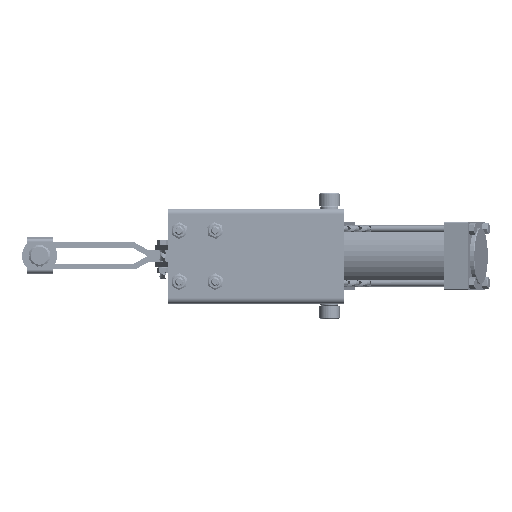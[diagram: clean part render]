
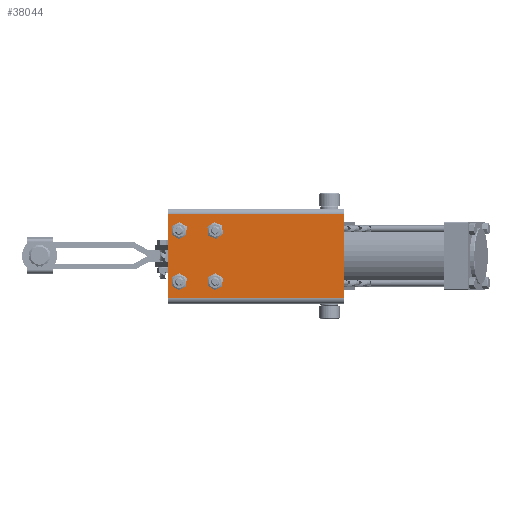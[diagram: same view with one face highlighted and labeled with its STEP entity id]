
A CAD part, front view. The second image highlights one B-rep face of the part: STEP entity #38044.
In plain terms, the highlighted planar face has unit normal (0, -1, 0).
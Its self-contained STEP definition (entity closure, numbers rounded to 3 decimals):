
#1595 = EDGE_CURVE ( 'NONE', #76073, #49069, #77713, .T. ) ;
#2123 = VERTEX_POINT ( 'NONE', #47729 ) ;
#4579 = AXIS2_PLACEMENT_3D ( 'NONE', #27211, #82398, #41147 ) ;
#5144 = CIRCLE ( 'NONE', #25902, 4.35 ) ;
#6243 = AXIS2_PLACEMENT_3D ( 'NONE', #49019, #7660, #55988 ) ;
#6888 = EDGE_LOOP ( 'NONE', ( #85101, #63246 ) ) ;
#7660 = DIRECTION ( 'NONE',  ( 0., 1., 0. ) ) ;
#8933 = EDGE_CURVE ( 'NONE', #49069, #76073, #73690, .T. ) ;
#9874 = ORIENTED_EDGE ( 'NONE', *, *, #51190, .T. ) ;
#12614 = FACE_BOUND ( 'NONE', #21898, .T. ) ;
#14395 = AXIS2_PLACEMENT_3D ( 'NONE', #40979, #41088, #41156 ) ;
#14398 = EDGE_CURVE ( 'NONE', #58723, #31375, #50602, .T. ) ;
#14630 = EDGE_CURVE ( 'NONE', #2123, #68283, #25685, .T. ) ;
#14631 = LINE ( 'NONE', #15631, #65440 ) ;
#14880 = CARTESIAN_POINT ( 'NONE',  ( 9.8, 0., 19.4 ) ) ;
#15422 = EDGE_LOOP ( 'NONE', ( #78009, #88438 ) ) ;
#15446 = CARTESIAN_POINT ( 'NONE',  ( 155., 0., 5. ) ) ;
#15631 = CARTESIAN_POINT ( 'NONE',  ( 0., 0., 84. ) ) ;
#19229 = DIRECTION ( 'NONE',  ( -1., 0., 0. ) ) ;
#20323 = DIRECTION ( 'NONE',  ( 0., 1., 0. ) ) ;
#20384 = AXIS2_PLACEMENT_3D ( 'NONE', #14880, #63222, #21813 ) ;
#20549 = ORIENTED_EDGE ( 'NONE', *, *, #76259, .T. ) ;
#20826 = CIRCLE ( 'NONE', #20384, 4.35 ) ;
#21813 = DIRECTION ( 'NONE',  ( 0., 0., 1. ) ) ;
#21898 = EDGE_LOOP ( 'NONE', ( #61716, #20549 ) ) ;
#24935 = CARTESIAN_POINT ( 'NONE',  ( 37.25, 0., 19.4 ) ) ;
#25044 = ORIENTED_EDGE ( 'NONE', *, *, #14630, .F. ) ;
#25566 = DIRECTION ( 'NONE',  ( 0., 1., 0. ) ) ;
#25685 = LINE ( 'NONE', #36083, #76394 ) ;
#25902 = AXIS2_PLACEMENT_3D ( 'NONE', #41264, #68966, #48225 ) ;
#26019 = EDGE_CURVE ( 'NONE', #75965, #68283, #78604, .T. ) ;
#26643 = FACE_BOUND ( 'NONE', #6888, .T. ) ;
#27211 = CARTESIAN_POINT ( 'NONE',  ( 0., 0., 84. ) ) ;
#27977 = LINE ( 'NONE', #60655, #80866 ) ;
#28416 = EDGE_LOOP ( 'NONE', ( #37593, #41296 ) ) ;
#29143 = DIRECTION ( 'NONE',  ( 0., 0., -1. ) ) ;
#29874 = DIRECTION ( 'NONE',  ( 0., 1., 0. ) ) ;
#29878 = AXIS2_PLACEMENT_3D ( 'NONE', #66932, #25566, #73803 ) ;
#30596 = CARTESIAN_POINT ( 'NONE',  ( 0., 0., 5. ) ) ;
#31375 = VERTEX_POINT ( 'NONE', #75144 ) ;
#31401 = DIRECTION ( 'NONE',  ( 0., 1., 0. ) ) ;
#35339 = VERTEX_POINT ( 'NONE', #24935 ) ;
#36083 = CARTESIAN_POINT ( 'NONE',  ( 155., 0., 84. ) ) ;
#36139 = DIRECTION ( 'NONE',  ( 1., 0., 0. ) ) ;
#37593 = ORIENTED_EDGE ( 'NONE', *, *, #8933, .T. ) ;
#38044 = ADVANCED_FACE ( 'NONE', ( #26643, #61266, #63457, #12614, #45072 ), #54752, .F. ) ;
#40979 = CARTESIAN_POINT ( 'NONE',  ( 41.6, 0., 64.6 ) ) ;
#41088 = DIRECTION ( 'NONE',  ( 0., 1., 0. ) ) ;
#41147 = DIRECTION ( 'NONE',  ( 0., 0., 1. ) ) ;
#41156 = DIRECTION ( 'NONE',  ( 0., 0., 1. ) ) ;
#41264 = CARTESIAN_POINT ( 'NONE',  ( 41.6, 0., 19.4 ) ) ;
#41296 = ORIENTED_EDGE ( 'NONE', *, *, #1595, .T. ) ;
#42992 = EDGE_CURVE ( 'NONE', #49175, #63928, #20826, .T. ) ;
#45072 = FACE_OUTER_BOUND ( 'NONE', #58764, .T. ) ;
#45133 = ORIENTED_EDGE ( 'NONE', *, *, #26019, .T. ) ;
#45417 = CARTESIAN_POINT ( 'NONE',  ( 45.95, 0., 64.6 ) ) ;
#47729 = CARTESIAN_POINT ( 'NONE',  ( 155., 0., 79. ) ) ;
#48225 = DIRECTION ( 'NONE',  ( 0., 0., 1. ) ) ;
#48900 = AXIS2_PLACEMENT_3D ( 'NONE', #61752, #20323, #68627 ) ;
#49019 = CARTESIAN_POINT ( 'NONE',  ( 9.8, 0., 19.4 ) ) ;
#49057 = ORIENTED_EDGE ( 'NONE', *, *, #84870, .T. ) ;
#49069 = VERTEX_POINT ( 'NONE', #53718 ) ;
#49175 = VERTEX_POINT ( 'NONE', #88660 ) ;
#50602 = CIRCLE ( 'NONE', #65436, 4.35 ) ;
#51190 = EDGE_CURVE ( 'NONE', #70935, #75965, #14631, .T. ) ;
#53611 = CIRCLE ( 'NONE', #29878, 4.35 ) ;
#53718 = CARTESIAN_POINT ( 'NONE',  ( 37.25, 0., 64.6 ) ) ;
#54344 = EDGE_CURVE ( 'NONE', #35339, #75029, #70231, .T. ) ;
#54752 = PLANE ( 'NONE',  #4579 ) ;
#55988 = DIRECTION ( 'NONE',  ( 0., 0., 1. ) ) ;
#58723 = VERTEX_POINT ( 'NONE', #81205 ) ;
#58764 = EDGE_LOOP ( 'NONE', ( #9874, #45133, #25044, #49057 ) ) ;
#60655 = CARTESIAN_POINT ( 'NONE',  ( 0., 0., 79. ) ) ;
#61266 = FACE_BOUND ( 'NONE', #28416, .T. ) ;
#61716 = ORIENTED_EDGE ( 'NONE', *, *, #42992, .T. ) ;
#61752 = CARTESIAN_POINT ( 'NONE',  ( 41.6, 0., 64.6 ) ) ;
#62488 = VECTOR ( 'NONE', #36139, 1000. ) ;
#63222 = DIRECTION ( 'NONE',  ( 0., 1., 0. ) ) ;
#63246 = ORIENTED_EDGE ( 'NONE', *, *, #75476, .T. ) ;
#63275 = AXIS2_PLACEMENT_3D ( 'NONE', #72722, #31401, #79675 ) ;
#63457 = FACE_BOUND ( 'NONE', #15422, .T. ) ;
#63666 = CARTESIAN_POINT ( 'NONE',  ( 0., 0., 5. ) ) ;
#63928 = VERTEX_POINT ( 'NONE', #67370 ) ;
#65436 = AXIS2_PLACEMENT_3D ( 'NONE', #71226, #29874, #78129 ) ;
#65440 = VECTOR ( 'NONE', #70865, 1000. ) ;
#66932 = CARTESIAN_POINT ( 'NONE',  ( 9.8, 0., 64.6 ) ) ;
#67370 = CARTESIAN_POINT ( 'NONE',  ( 14.15, 0., 19.4 ) ) ;
#68283 = VERTEX_POINT ( 'NONE', #15446 ) ;
#68627 = DIRECTION ( 'NONE',  ( 0., 0., 1. ) ) ;
#68966 = DIRECTION ( 'NONE',  ( 0., 1., 0. ) ) ;
#70231 = CIRCLE ( 'NONE', #63275, 4.35 ) ;
#70547 = CARTESIAN_POINT ( 'NONE',  ( 45.95, 0., 19.4 ) ) ;
#70865 = DIRECTION ( 'NONE',  ( 0., 0., -1. ) ) ;
#70935 = VERTEX_POINT ( 'NONE', #82452 ) ;
#71226 = CARTESIAN_POINT ( 'NONE',  ( 9.8, 0., 64.6 ) ) ;
#72722 = CARTESIAN_POINT ( 'NONE',  ( 41.6, 0., 19.4 ) ) ;
#73690 = CIRCLE ( 'NONE', #48900, 4.35 ) ;
#73803 = DIRECTION ( 'NONE',  ( 0., 0., 1. ) ) ;
#73980 = CIRCLE ( 'NONE', #6243, 4.35 ) ;
#75029 = VERTEX_POINT ( 'NONE', #70547 ) ;
#75144 = CARTESIAN_POINT ( 'NONE',  ( 14.15, 0., 64.6 ) ) ;
#75476 = EDGE_CURVE ( 'NONE', #31375, #58723, #53611, .T. ) ;
#75965 = VERTEX_POINT ( 'NONE', #30596 ) ;
#76073 = VERTEX_POINT ( 'NONE', #45417 ) ;
#76259 = EDGE_CURVE ( 'NONE', #63928, #49175, #73980, .T. ) ;
#76394 = VECTOR ( 'NONE', #29143, 1000. ) ;
#77713 = CIRCLE ( 'NONE', #14395, 4.35 ) ;
#78009 = ORIENTED_EDGE ( 'NONE', *, *, #54344, .T. ) ;
#78129 = DIRECTION ( 'NONE',  ( 0., 0., 1. ) ) ;
#78604 = LINE ( 'NONE', #63666, #62488 ) ;
#79675 = DIRECTION ( 'NONE',  ( 0., 0., 1. ) ) ;
#80866 = VECTOR ( 'NONE', #19229, 1000. ) ;
#81205 = CARTESIAN_POINT ( 'NONE',  ( 5.45, 0., 64.6 ) ) ;
#82398 = DIRECTION ( 'NONE',  ( 0., 1., 0. ) ) ;
#82452 = CARTESIAN_POINT ( 'NONE',  ( 0., 0., 79. ) ) ;
#84870 = EDGE_CURVE ( 'NONE', #2123, #70935, #27977, .T. ) ;
#85101 = ORIENTED_EDGE ( 'NONE', *, *, #14398, .T. ) ;
#86613 = EDGE_CURVE ( 'NONE', #75029, #35339, #5144, .T. ) ;
#88438 = ORIENTED_EDGE ( 'NONE', *, *, #86613, .T. ) ;
#88660 = CARTESIAN_POINT ( 'NONE',  ( 5.45, 0., 19.4 ) ) ;
